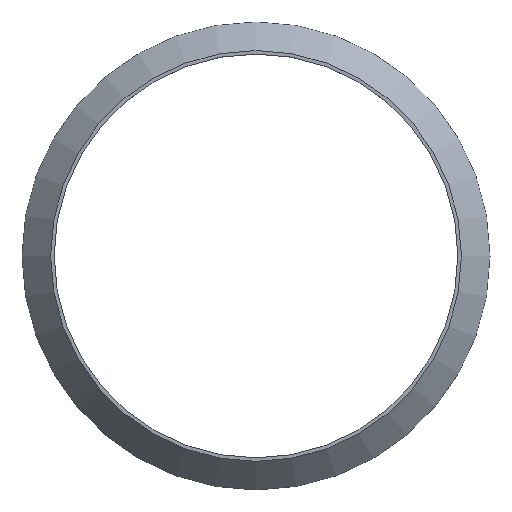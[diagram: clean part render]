
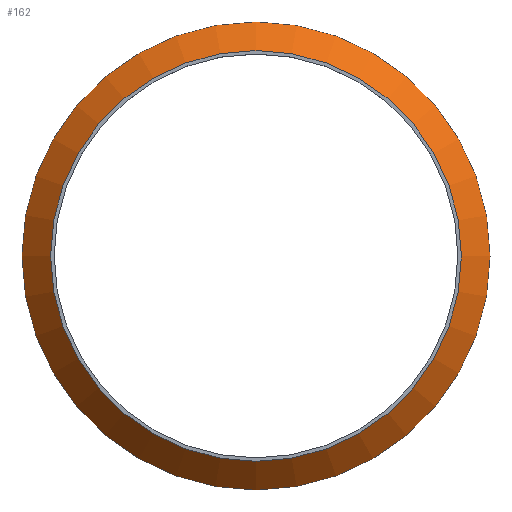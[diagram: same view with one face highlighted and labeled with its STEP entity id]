
A CAD part, top view. The second image highlights one B-rep face of the part: STEP entity #162.
In plain terms, the highlighted conical face has half-angle 44.356 degrees and reference radius 37.556 mm.
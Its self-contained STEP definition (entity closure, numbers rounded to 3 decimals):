
#21=CONICAL_SURFACE('',#198,37.556,0.774);
#37=FACE_OUTER_BOUND('',#49,.T.);
#49=EDGE_LOOP('',(#136,#137,#138,#139));
#63=LINE('',#298,#69);
#69=VECTOR('',#252,37.556);
#80=CIRCLE('',#199,35.111);
#81=CIRCLE('',#200,40.);
#92=VERTEX_POINT('',#295);
#93=VERTEX_POINT('',#297);
#109=EDGE_CURVE('',#92,#92,#80,.T.);
#110=EDGE_CURVE('',#92,#93,#63,.T.);
#111=EDGE_CURVE('',#93,#93,#81,.T.);
#136=ORIENTED_EDGE('',*,*,#109,.F.);
#137=ORIENTED_EDGE('',*,*,#110,.T.);
#138=ORIENTED_EDGE('',*,*,#111,.T.);
#139=ORIENTED_EDGE('',*,*,#110,.F.);
#162=ADVANCED_FACE('',(#37),#21,.T.);
#198=AXIS2_PLACEMENT_3D('',#294,#248,#249);
#199=AXIS2_PLACEMENT_3D('',#296,#250,#251);
#200=AXIS2_PLACEMENT_3D('',#299,#253,#254);
#248=DIRECTION('center_axis',(0.,0.,-1.));
#249=DIRECTION('ref_axis',(1.,0.,0.));
#250=DIRECTION('center_axis',(0.,0.,1.));
#251=DIRECTION('ref_axis',(1.,0.,0.));
#252=DIRECTION('',(-0.699,0.,-0.715));
#253=DIRECTION('center_axis',(0.,0.,1.));
#254=DIRECTION('ref_axis',(1.,0.,0.));
#294=CARTESIAN_POINT('Origin',(30.,-9.,36.5));
#295=CARTESIAN_POINT('',(-5.111,-9.,39.));
#296=CARTESIAN_POINT('Origin',(30.,-9.,39.));
#297=CARTESIAN_POINT('',(-10.,-9.,34.));
#298=CARTESIAN_POINT('',(-7.556,-9.,36.5));
#299=CARTESIAN_POINT('Origin',(30.,-9.,34.));
